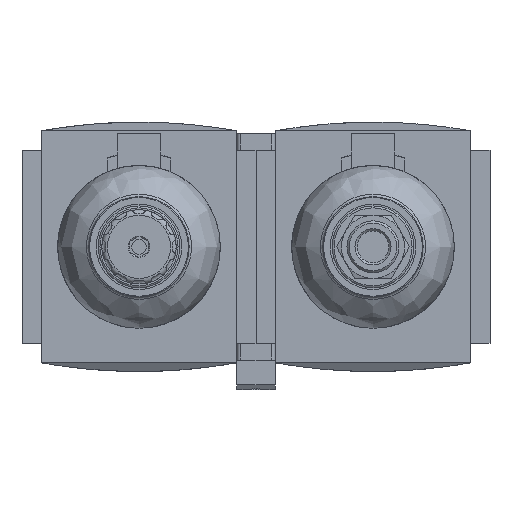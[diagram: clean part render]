
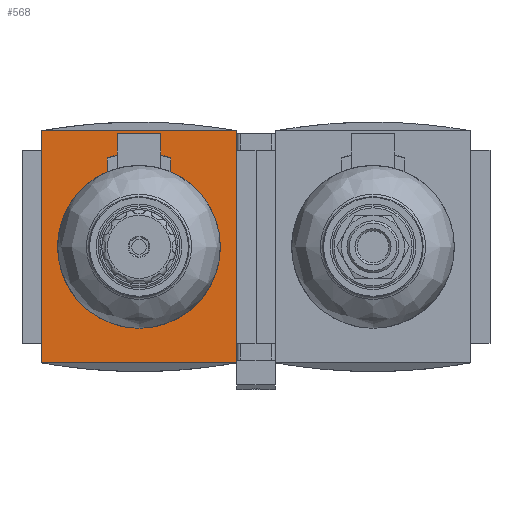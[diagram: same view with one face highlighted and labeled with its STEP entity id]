
A CAD part, front view. The second image highlights one B-rep face of the part: STEP entity #568.
In plain terms, the highlighted planar face has unit normal (0, -1, 0).
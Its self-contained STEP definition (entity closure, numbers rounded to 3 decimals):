
#568 = ADVANCED_FACE( '', ( #1757 ), #1758, .F. );
#1757 = FACE_OUTER_BOUND( '', #3998, .T. );
#1758 = PLANE( '', #3999 );
#3998 = EDGE_LOOP( '', ( #6967, #6968, #6969, #6970 ) );
#3999 = AXIS2_PLACEMENT_3D( '', #6971, #6972, #6973 );
#6967 = ORIENTED_EDGE( '', *, *, #14695, .F. );
#6968 = ORIENTED_EDGE( '', *, *, #14689, .T. );
#6969 = ORIENTED_EDGE( '', *, *, #14696, .F. );
#6970 = ORIENTED_EDGE( '', *, *, #14691, .T. );
#6971 = CARTESIAN_POINT( '', ( 0., -37.5, 116.435 ) );
#6972 = DIRECTION( '', ( 0., 1., 0. ) );
#6973 = DIRECTION( '', ( 0., 0., 1. ) );
#14689 = EDGE_CURVE( '', #17539, #17540, #17541, .T. );
#14691 = EDGE_CURVE( '', #17543, #17544, #17545, .T. );
#14695 = EDGE_CURVE( '', #17539, #17544, #17549, .T. );
#14696 = EDGE_CURVE( '', #17543, #17540, #17550, .T. );
#17539 = VERTEX_POINT( '', #22263 );
#17540 = VERTEX_POINT( '', #22264 );
#17541 = LINE( '', #22265, #22266 );
#17543 = VERTEX_POINT( '', #22268 );
#17544 = VERTEX_POINT( '', #22269 );
#17545 = LINE( '', #22270, #22271 );
#17549 = LINE( '', #22277, #22278 );
#17550 = LINE( '', #22279, #22280 );
#22263 = CARTESIAN_POINT( '', ( -26.25, -37.5, -31.25 ) );
#22264 = CARTESIAN_POINT( '', ( 26.25, -37.5, -31.25 ) );
#22265 = CARTESIAN_POINT( '', ( 0., -37.5, -31.25 ) );
#22266 = VECTOR( '', #29888, 1000. );
#22268 = CARTESIAN_POINT( '', ( 26.25, -37.5, 31.25 ) );
#22269 = CARTESIAN_POINT( '', ( -26.25, -37.5, 31.25 ) );
#22270 = CARTESIAN_POINT( '', ( 0., -37.5, 31.25 ) );
#22271 = VECTOR( '', #29892, 1000. );
#22277 = CARTESIAN_POINT( '', ( -26.25, -37.5, -31.25 ) );
#22278 = VECTOR( '', #29898, 1000. );
#22279 = CARTESIAN_POINT( '', ( 26.25, -37.5, 31.25 ) );
#22280 = VECTOR( '', #29899, 1000. );
#29888 = DIRECTION( '', ( 1., 0., 0. ) );
#29892 = DIRECTION( '', ( -1., 0., 0. ) );
#29898 = DIRECTION( '', ( 0., 0., 1. ) );
#29899 = DIRECTION( '', ( 0., 0., -1. ) );
